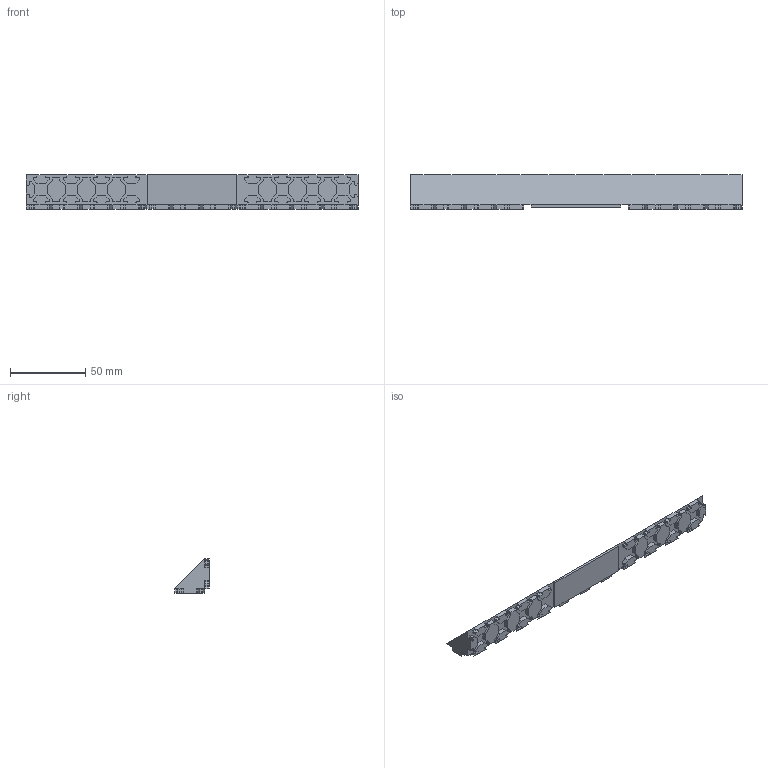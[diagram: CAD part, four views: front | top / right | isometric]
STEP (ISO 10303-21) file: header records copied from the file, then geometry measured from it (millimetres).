
FILE_DESCRIPTION(/* description */ (''),/* implementation_level */ '2;1');
FILE_NAME(/* name */ 'Top Front Edge_v2.step',/* time_stamp */ '2022-05-10T16:52:35+01:00',/* author */ (''),/* organization */ (''),/* preprocessor_version */ 'ST-DEVELOPER v18.1',/* originating_system */ 'Autodesk Translation Framework v10.14.0.1471',/* authorisation */ '');
FILE_SCHEMA (('AUTOMOTIVE_DESIGN { 1 0 10303 214 3 1 1 }'));
Length unit declared in the file: millimetre
Products named in the file (1): Top Front Edge
Bounding box: 220 x 23 x 23 mm (x, y, z)
Volume: 58377.4 mm3; surface area: 22210.2 mm2
Topology: 1 solids, 1 shells, 868 faces, 2477 edges, 1634 vertices
Faces by surface type: plane 684, cylinder 184
Entity records: 28006 total; most frequent: CARTESIAN_POINT 4980, ORIENTED_EDGE 4954, DIRECTION 4583, EDGE_CURVE 2477, LINE 2109, VECTOR 2109, VERTEX_POINT 1634, AXIS2_PLACEMENT_3D 1237
